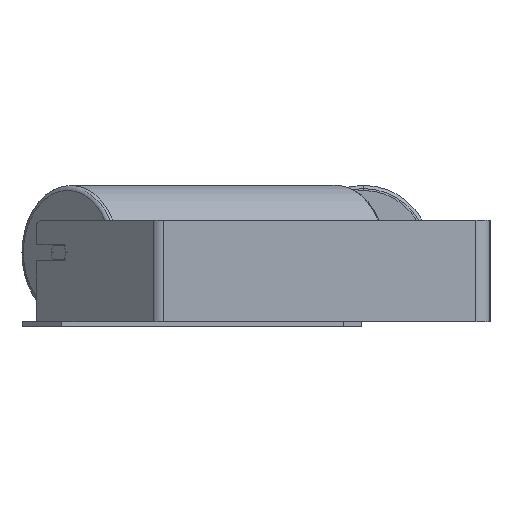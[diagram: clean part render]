
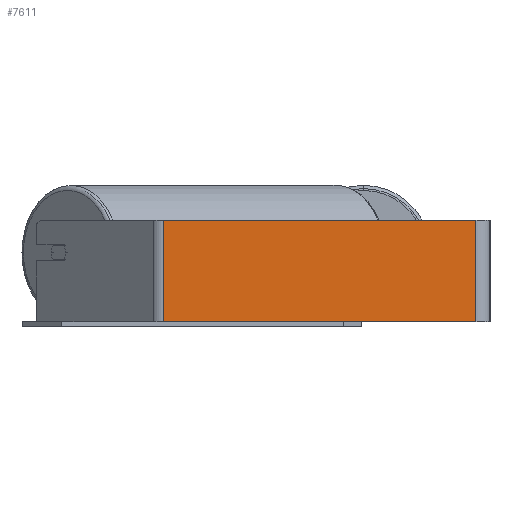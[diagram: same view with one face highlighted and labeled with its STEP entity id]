
A CAD part, left-side view. The second image highlights one B-rep face of the part: STEP entity #7611.
In plain terms, the highlighted planar face has unit normal (-1, 0, 0).
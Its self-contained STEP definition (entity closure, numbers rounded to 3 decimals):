
#439 = VERTEX_POINT ( 'NONE', #1987 ) ;
#1614 = ORIENTED_EDGE ( 'NONE', *, *, #8708, .F. ) ;
#1623 = CARTESIAN_POINT ( 'NONE',  ( -620., 322.271, -50. ) ) ;
#1987 = CARTESIAN_POINT ( 'NONE',  ( -620., 322.271, 50. ) ) ;
#2380 = DIRECTION ( 'NONE',  ( 0., 0., -1. ) ) ;
#2809 = ORIENTED_EDGE ( 'NONE', *, *, #3399, .T. ) ;
#2853 = DIRECTION ( 'NONE',  ( 0., 0., -1. ) ) ;
#3371 = EDGE_LOOP ( 'NONE', ( #3872, #5960, #1614, #2809 ) ) ;
#3399 = EDGE_CURVE ( 'NONE', #439, #7475, #4381, .T. ) ;
#3645 = CARTESIAN_POINT ( 'NONE',  ( -620., 328.07, -50. ) ) ;
#3872 = ORIENTED_EDGE ( 'NONE', *, *, #8337, .T. ) ;
#4036 = VECTOR ( 'NONE', #7325, 1000. ) ;
#4381 = LINE ( 'NONE', #7210, #6460 ) ;
#4488 = CARTESIAN_POINT ( 'NONE',  ( -620., 328.07, 50. ) ) ;
#5115 = PLANE ( 'NONE',  #6368 ) ;
#5168 = FACE_OUTER_BOUND ( 'NONE', #3371, .T. ) ;
#5213 = DIRECTION ( 'NONE',  ( 1., 0., 0. ) ) ;
#5254 = DIRECTION ( 'NONE',  ( 0., 0., -1. ) ) ;
#5910 = EDGE_CURVE ( 'NONE', #7478, #8245, #5953, .T. ) ;
#5953 = LINE ( 'NONE', #6330, #6215 ) ;
#5960 = ORIENTED_EDGE ( 'NONE', *, *, #5910, .F. ) ;
#6215 = VECTOR ( 'NONE', #2853, 1000. ) ;
#6330 = CARTESIAN_POINT ( 'NONE',  ( -620., 14., 50. ) ) ;
#6368 = AXIS2_PLACEMENT_3D ( 'NONE', #8802, #5213, #5254 ) ;
#6460 = VECTOR ( 'NONE', #2380, 1000. ) ;
#6536 = LINE ( 'NONE', #3645, #4036 ) ;
#7146 = CARTESIAN_POINT ( 'NONE',  ( -620., 14., -50. ) ) ;
#7168 = CARTESIAN_POINT ( 'NONE',  ( -620., 14., 50. ) ) ;
#7210 = CARTESIAN_POINT ( 'NONE',  ( -620., 322.271, 50. ) ) ;
#7317 = LINE ( 'NONE', #4488, #8876 ) ;
#7325 = DIRECTION ( 'NONE',  ( 0., -1., 0. ) ) ;
#7475 = VERTEX_POINT ( 'NONE', #1623 ) ;
#7478 = VERTEX_POINT ( 'NONE', #7168 ) ;
#7611 = ADVANCED_FACE ( 'NONE', ( #5168 ), #5115, .F. ) ;
#7955 = DIRECTION ( 'NONE',  ( 0., -1., 0. ) ) ;
#8245 = VERTEX_POINT ( 'NONE', #7146 ) ;
#8337 = EDGE_CURVE ( 'NONE', #7475, #8245, #6536, .T. ) ;
#8708 = EDGE_CURVE ( 'NONE', #439, #7478, #7317, .T. ) ;
#8802 = CARTESIAN_POINT ( 'NONE',  ( -620., 328.07, 50. ) ) ;
#8876 = VECTOR ( 'NONE', #7955, 1000. ) ;
